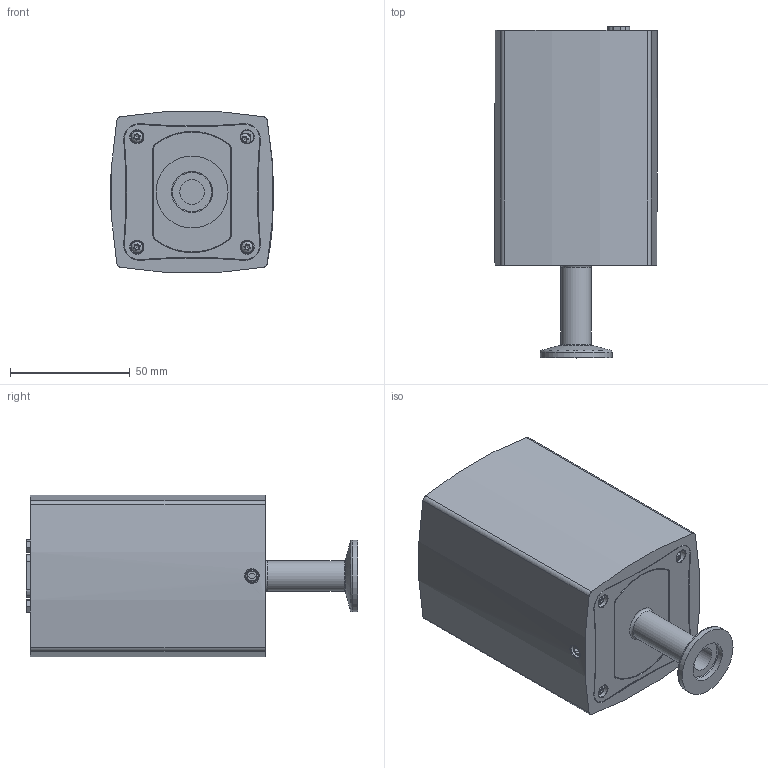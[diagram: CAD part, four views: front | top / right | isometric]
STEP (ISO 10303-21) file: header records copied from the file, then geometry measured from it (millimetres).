
FILE_DESCRIPTION(/* description */ (''),/* implementation_level */ '2;1');
FILE_NAME(/* name */ '315-376 ISO-KF16.stp',/* time_stamp */ '2023-06-29T11:34:03+02:00',/* author */ ('mich010'),/* organization */ (''),/* preprocessor_version */ 'ST-DEVELOPER v18.1',/* originating_system */ 'Autodesk Inventor 2021',/* authorisation */ '');
FILE_SCHEMA (('AUTOMOTIVE_DESIGN { 1 0 10303 214 3 1 1 }'));
Length unit declared in the file: millimetre
Products named in the file (1): Bauteil150
Bounding box: 67.96 x 138.44 x 67.42 mm (x, y, z)
Volume: 428730.2 mm3; surface area: 47941.4 mm2
Topology: 6 solids, 24 shells, 1280 faces, 3387 edges, 2229 vertices
Faces by surface type: plane 681, cylinder 337, bspline 121, cone 111, torus 24, sphere 6
Full cylindrical faces by diameter (mm): 2.05 x8, 2.156 x2, 2.5 x5, 2.6 x1, 2.7 x7, 2.9 x3, 3 x2, 3.4 x1, 4 x2, 4.2 x1, 5 x3, 5.4 x2, 5.5 x6, 6.3 x2, 10.2 x1, 12.7 x1, 17.2 x1, 30 x1
Entity records: 54002 total; most frequent: CARTESIAN_POINT 21148, ORIENTED_EDGE 6739, DIRECTION 6296, EDGE_CURVE 3374, VERTEX_POINT 2229, AXIS2_PLACEMENT_3D 2211, LINE 1874, VECTOR 1874
